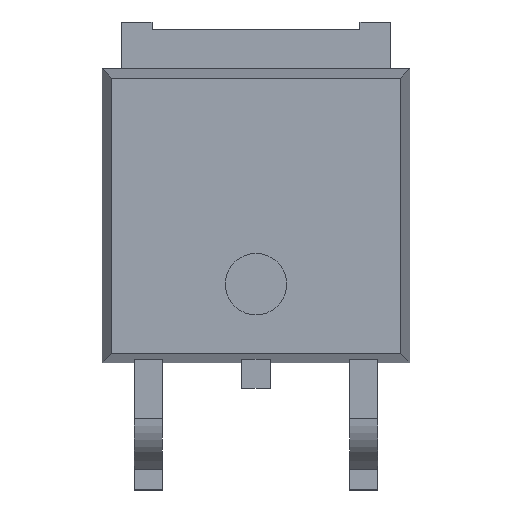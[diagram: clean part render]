
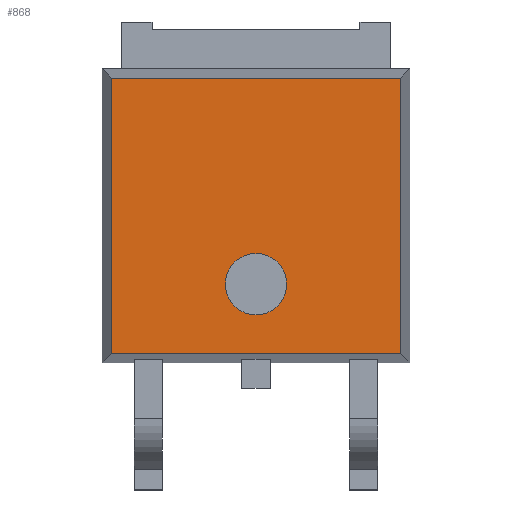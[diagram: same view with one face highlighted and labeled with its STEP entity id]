
A CAD part, top view. The second image highlights one B-rep face of the part: STEP entity #868.
In plain terms, the highlighted planar face has unit normal (0, 0, 1).
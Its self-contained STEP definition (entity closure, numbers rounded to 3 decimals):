
#414 = VERTEX_POINT('',#415);
#415 = CARTESIAN_POINT('',(3.05,-2.91,2.3));
#421 = EDGE_CURVE('',#414,#422,#424,.T.);
#422 = VERTEX_POINT('',#423);
#423 = CARTESIAN_POINT('',(-3.05,-2.91,2.3));
#424 = LINE('',#425,#426);
#425 = CARTESIAN_POINT('',(0.,-2.91,2.3));
#426 = VECTOR('',#427,1.);
#427 = DIRECTION('',(-1.,0.,0.));
#842 = EDGE_CURVE('',#422,#843,#845,.T.);
#843 = VERTEX_POINT('',#844);
#844 = CARTESIAN_POINT('',(-3.05,2.91,2.3));
#845 = LINE('',#846,#847);
#846 = CARTESIAN_POINT('',(-3.05,0.,2.3));
#847 = VECTOR('',#848,1.);
#848 = DIRECTION('',(0.,1.,0.));
#868 = ADVANCED_FACE('',(#869,#887),#907,.T.);
#869 = FACE_BOUND('',#870,.T.);
#870 = EDGE_LOOP('',(#871,#872,#880,#886));
#871 = ORIENTED_EDGE('',*,*,#421,.F.);
#872 = ORIENTED_EDGE('',*,*,#873,.F.);
#873 = EDGE_CURVE('',#874,#414,#876,.T.);
#874 = VERTEX_POINT('',#875);
#875 = CARTESIAN_POINT('',(3.05,2.91,2.3));
#876 = LINE('',#877,#878);
#877 = CARTESIAN_POINT('',(3.05,0.,2.3));
#878 = VECTOR('',#879,1.);
#879 = DIRECTION('',(0.,-1.,0.));
#880 = ORIENTED_EDGE('',*,*,#881,.F.);
#881 = EDGE_CURVE('',#843,#874,#882,.T.);
#882 = LINE('',#883,#884);
#883 = CARTESIAN_POINT('',(0.,2.91,2.3));
#884 = VECTOR('',#885,1.);
#885 = DIRECTION('',(1.,0.,0.));
#886 = ORIENTED_EDGE('',*,*,#842,.F.);
#887 = FACE_BOUND('',#888,.T.);
#888 = EDGE_LOOP('',(#889,#900));
#889 = ORIENTED_EDGE('',*,*,#890,.T.);
#890 = EDGE_CURVE('',#891,#893,#895,.T.);
#891 = VERTEX_POINT('',#892);
#892 = CARTESIAN_POINT('',(-0.65,-1.45,2.3));
#893 = VERTEX_POINT('',#894);
#894 = CARTESIAN_POINT('',(0.65,-1.45,2.3));
#895 = CIRCLE('',#896,0.65);
#896 = AXIS2_PLACEMENT_3D('',#897,#898,#899);
#897 = CARTESIAN_POINT('',(0.,-1.45,2.3));
#898 = DIRECTION('',(0.,0.,-1.));
#899 = DIRECTION('',(-1.,0.,0.));
#900 = ORIENTED_EDGE('',*,*,#901,.T.);
#901 = EDGE_CURVE('',#893,#891,#902,.T.);
#902 = CIRCLE('',#903,0.65);
#903 = AXIS2_PLACEMENT_3D('',#904,#905,#906);
#904 = CARTESIAN_POINT('',(0.,-1.45,2.3));
#905 = DIRECTION('',(0.,0.,-1.));
#906 = DIRECTION('',(-1.,0.,0.));
#907 = PLANE('',#908);
#908 = AXIS2_PLACEMENT_3D('',#909,#910,#911);
#909 = CARTESIAN_POINT('',(0.,0.,2.3));
#910 = DIRECTION('',(0.,0.,1.));
#911 = DIRECTION('',(1.,0.,0.));
